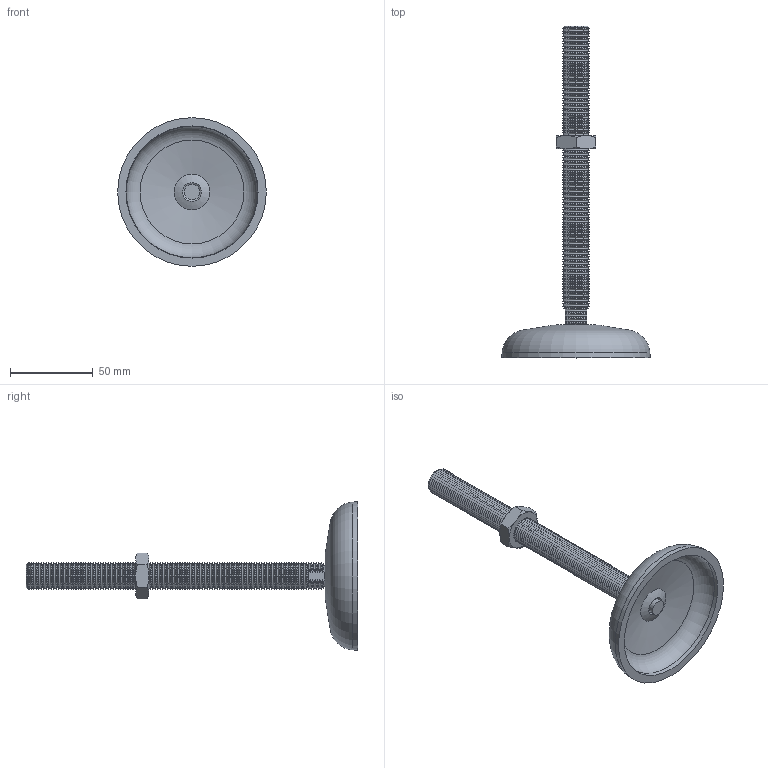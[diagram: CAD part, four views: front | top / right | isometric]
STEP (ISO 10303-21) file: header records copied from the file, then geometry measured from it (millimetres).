
FILE_DESCRIPTION(/* description */ ('KriTec Stellfuss St 90 M16x175'),/* implementation_level */ '2;1');
FILE_NAME(/* name */ '81130_KriTec_Stellfuss_St_90_M16x175.stp',/* time_stamp */ '2019-11-22T14:30:57+01:00',/* author */ ('Steiner'),/* organization */ (''),/* preprocessor_version */ 'ST-DEVELOPER v17',/* originating_system */ 'Autodesk Inventor 2018',/* authorisation */ '');
FILE_SCHEMA (('AUTOMOTIVE_DESIGN { 1 0 10303 214 3 1 1 }'));
Length unit declared in the file: millimetre
Products named in the file (4): 81130_KriTec_Stellfuss_St_90_M16x175; 81130_Fussteller_D90; 81130_Gewindestange_M16x175; 81130_Mutter_M16
Assembly tree (3 placements, depth 2):
  81130_KriTec_Stellfuss_St_90_M16x175
    81130_Fussteller_D90
    81130_Gewindestange_M16x175
    81130_Mutter_M16
Bounding box: 90 x 200.99 x 90 mm (x, y, z)
Volume: 74164.9 mm3; surface area: 35973.5 mm2
Topology: 3 solids, 3 shells, 425 faces, 1255 edges, 835 vertices
Faces by surface type: cone 277, cylinder 127, plane 15, torus 3, bspline 3
Full cylindrical faces by diameter (mm): 14 x1, 16 x114
Entity records: 14824 total; most frequent: DIRECTION 2824, CARTESIAN_POINT 2772, ORIENTED_EDGE 2510, EDGE_CURVE 1255, AXIS2_PLACEMENT_3D 1218, VERTEX_POINT 835, CIRCLE 789, EDGE_LOOP 428
